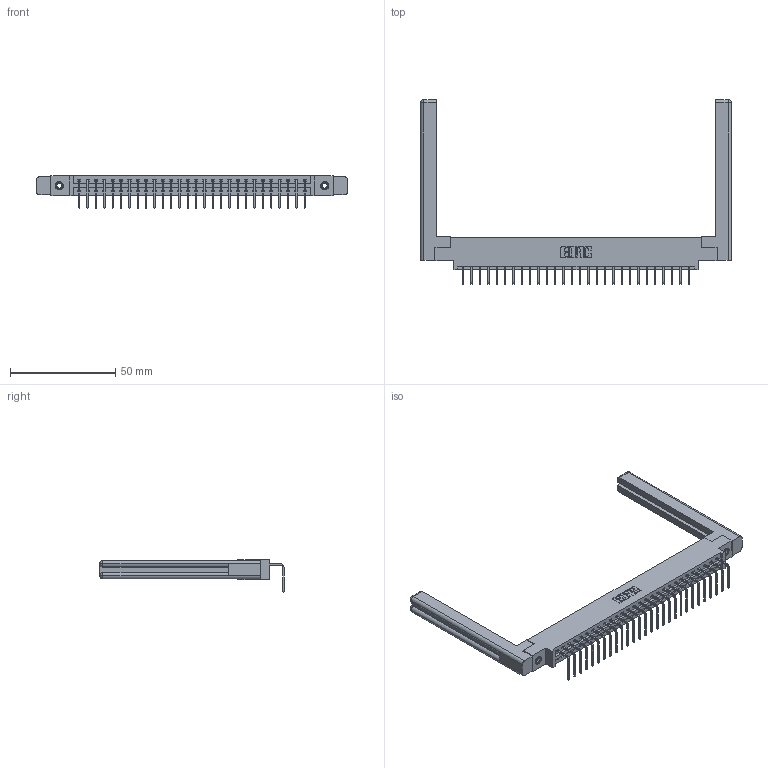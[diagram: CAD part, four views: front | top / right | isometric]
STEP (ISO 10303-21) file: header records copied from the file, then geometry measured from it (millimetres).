
FILE_DESCRIPTION (( 'STEP AP203' ), '1' );
FILE_NAME ('387-028-558-658.STEP', '2019-10-07T19:14:36', ( '' ), ( '' ), 'SwSTEP 2.0', 'SolidWorks 2016', '' );
FILE_SCHEMA (( 'CONFIG_CONTROL_DESIGN' ));
Length unit declared in the file: inch
Products named in the file (5): 387-028-558-658; 337 Part_0.170 Offset - 0.156 Dia-TI; 307-220-058; 345-250-001_345-250-001-102; 345-292-001_558 Tail - 2
Assembly tree (33 placements, depth 2):
  387-028-558-658
    337 Part_0.170 Offset - 0.156 Dia-TI
    345-292-001_558 Tail - 2  x28
    345-250-001_345-250-001-102  x2
    307-220-058  x2
Bounding box: 147.57 x 87.57 x 15.37 mm (x, y, z)
Volume: 22300.6 mm3; surface area: 21448.2 mm2
Topology: 33 solids, 33 shells, 2052 faces, 6109 edges, 4022 vertices
Faces by surface type: plane 1502, cylinder 526, cone 12, torus 12
Entity records: 25474 total; most frequent: CARTESIAN_POINT 4437, ORIENTED_EDGE 4340, DIRECTION 3782, EDGE_CURVE 2170, LINE 1994, VECTOR 1994, VERTEX_POINT 1438, AXIS2_PLACEMENT_3D 894
